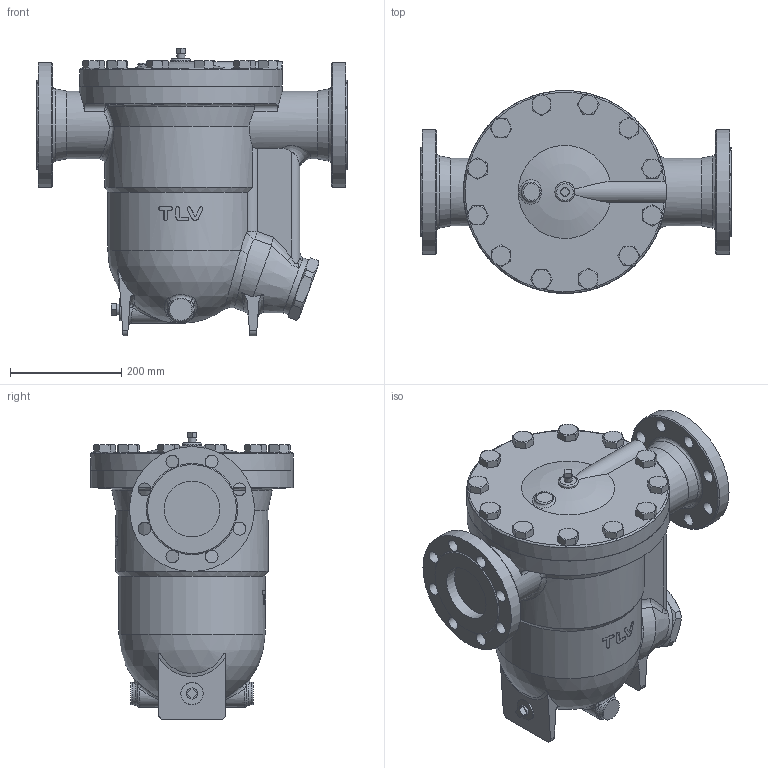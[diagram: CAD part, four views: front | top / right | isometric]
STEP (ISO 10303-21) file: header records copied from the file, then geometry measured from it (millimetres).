
FILE_DESCRIPTION((''),'2;1');
FILE_NAME('j8x00-100-jis20-00.stp','2010-06-10T08:40:21',('nakaot'),(''),'Autodesk Inventor 2008','Autodesk Inventor 2008','');
FILE_SCHEMA(('AUTOMOTIVE_DESIGN { 1 0 10303 214 1 1 1 1 }'));
Length unit declared in the file: millimetre
Products named in the file (1): j8x00-100-jis20-00
Bounding box: 558 x 365 x 518 mm (x, y, z)
Volume: 34427473.1 mm3; surface area: 1076340.8 mm2
Topology: 1 solids, 1 shells, 466 faces, 1183 edges, 730 vertices
Faces by surface type: plane 190, bspline 107, cone 97, cylinder 65, torus 5, sphere 2
Full cylindrical faces by diameter (mm): 22 x20, 36 x1, 40 x3, 100 x2, 105.048 x1, 122 x2, 225 x2, 250 x1, 365 x2
Entity records: 29173 total; most frequent: CARTESIAN_POINT 19523, ORIENTED_EDGE 2094, DIRECTION 1758, EDGE_CURVE 1047, AXIS2_PLACEMENT_3D 731, VERTEX_POINT 685, EDGE_LOOP 624, FACE_OUTER_BOUND 466
